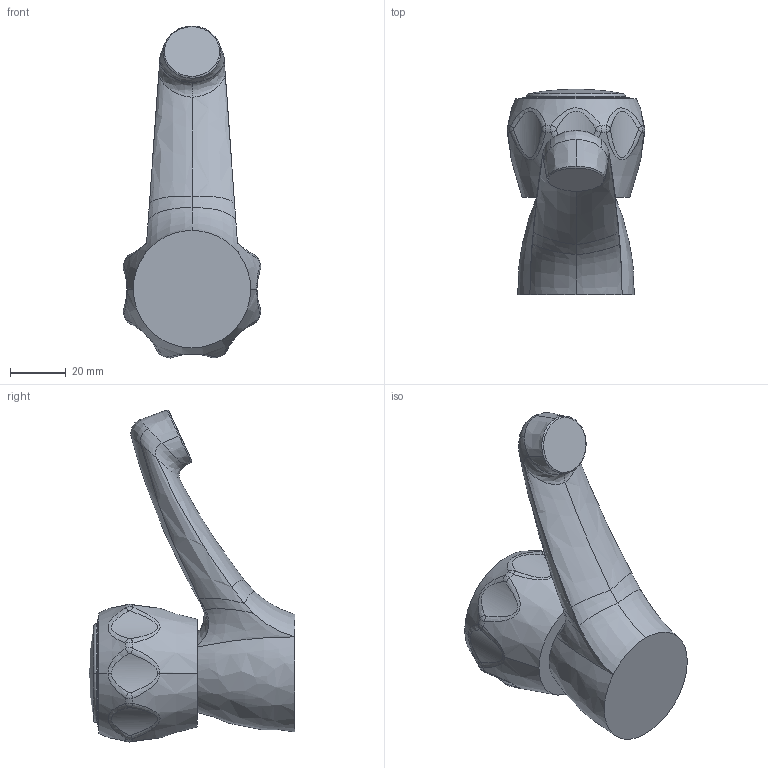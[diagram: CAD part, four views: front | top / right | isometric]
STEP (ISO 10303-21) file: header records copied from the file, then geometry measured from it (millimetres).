
FILE_DESCRIPTION((''),'2;1');
FILE_NAME('DA090CR','2021-11-09T12:57:58',('ut3'),('PAFFONI SpA'),'CREO PARAMETRIC BY PTC INC, 2020044','CREO PARAMETRIC BY PTC INC, 2020044','');
FILE_SCHEMA(('CONFIG_CONTROL_DESIGN','SHAPE_APPEARANCE_LAYERS_GROUPS'));
Length unit declared in the file: millimetre
Products named in the file (1): DA090CR
Bounding box: 49.25 x 73.5 x 118.76 mm (x, y, z)
Volume: 129271 mm3; surface area: 18666.3 mm2
Topology: 1 solids, 1 shells, 96 faces, 222 edges, 129 vertices
Faces by surface type: bspline 63, torus 12, cylinder 10, plane 5, cone 4, sphere 2
Entity records: 8516 total; most frequent: CARTESIAN_POINT 6067, ORIENTED_EDGE 440, DIRECTION 226, EDGE_CURVE 220, B_SPLINE_CURVE_WITH_KNOTS 134, VERTEX_POINT 129, AXIS2_PLACEMENT_3D 107, EDGE_LOOP 99
